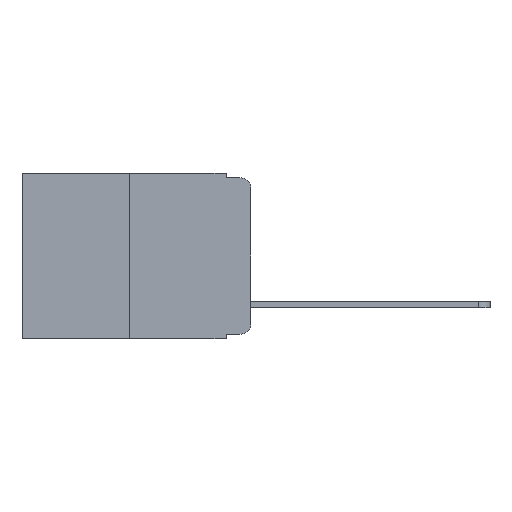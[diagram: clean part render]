
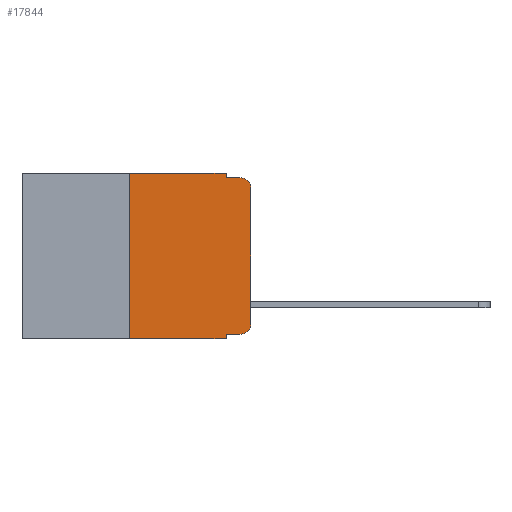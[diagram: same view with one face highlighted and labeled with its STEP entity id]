
A CAD part, left-side view. The second image highlights one B-rep face of the part: STEP entity #17844.
In plain terms, the highlighted planar face has unit normal (-1, 0, 0).
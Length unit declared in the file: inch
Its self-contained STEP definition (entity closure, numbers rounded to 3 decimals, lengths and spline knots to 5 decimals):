
#260 = LINE ( 'NONE', #8909, #11098 ) ;
#538 = CARTESIAN_POINT ( 'NONE',  ( 0., 0.051, 0. ) ) ;
#1408 = DIRECTION ( 'NONE',  ( 0., 0., -1. ) ) ;
#2009 = AXIS2_PLACEMENT_3D ( 'NONE', #15513, #3054, #17482 ) ;
#2089 = FACE_OUTER_BOUND ( 'NONE', #22530, .T. ) ;
#2099 = DIRECTION ( 'NONE',  ( 0., 0., 1. ) ) ;
#2618 = ORIENTED_EDGE ( 'NONE', *, *, #4170, .T. ) ;
#3054 = DIRECTION ( 'NONE',  ( -1., 0., 0. ) ) ;
#3309 = CARTESIAN_POINT ( 'NONE',  ( 0., 0.473, -0.343 ) ) ;
#3449 = LINE ( 'NONE', #11117, #24012 ) ;
#3552 = EDGE_CURVE ( 'NONE', #8089, #8146, #5494, .T. ) ;
#3667 = EDGE_CURVE ( 'NONE', #8146, #12362, #18593, .T. ) ;
#3717 = EDGE_CURVE ( 'NONE', #4686, #12362, #17979, .T. ) ;
#3796 = EDGE_CURVE ( 'NONE', #25049, #4686, #21823, .T. ) ;
#3919 = EDGE_CURVE ( 'NONE', #16391, #15986, #19455, .T. ) ;
#4088 = EDGE_CURVE ( 'NONE', #11221, #11935, #260, .T. ) ;
#4170 = EDGE_CURVE ( 'NONE', #11221, #8693, #3449, .T. ) ;
#4327 = EDGE_CURVE ( 'NONE', #8693, #8089, #21201, .T. ) ;
#4341 = ORIENTED_EDGE ( 'NONE', *, *, #3552, .T. ) ;
#4638 = AXIS2_PLACEMENT_3D ( 'NONE', #5762, #7961, #21806 ) ;
#4686 = VERTEX_POINT ( 'NONE', #25773 ) ;
#4742 = DIRECTION ( 'NONE',  ( 0., -1., 0. ) ) ;
#5193 = EDGE_CURVE ( 'NONE', #16391, #11935, #22046, .T. ) ;
#5393 = DIRECTION ( 'NONE',  ( 0., 0., 1. ) ) ;
#5494 = LINE ( 'NONE', #15720, #20976 ) ;
#5762 = CARTESIAN_POINT ( 'NONE',  ( 0., 0.473, 0. ) ) ;
#5845 = VECTOR ( 'NONE', #18286, 39.37008 ) ;
#6363 = ORIENTED_EDGE ( 'NONE', *, *, #3919, .F. ) ;
#7032 = ORIENTED_EDGE ( 'NONE', *, *, #5193, .T. ) ;
#7219 = VECTOR ( 'NONE', #23533, 39.37008 ) ;
#7440 = EDGE_CURVE ( 'NONE', #15986, #25049, #11170, .T. ) ;
#7961 = DIRECTION ( 'NONE',  ( 1., 0., 0. ) ) ;
#8089 = VERTEX_POINT ( 'NONE', #25129 ) ;
#8146 = VERTEX_POINT ( 'NONE', #19813 ) ;
#8536 = CARTESIAN_POINT ( 'NONE',  ( 0., 0.25, 0. ) ) ;
#8693 = VERTEX_POINT ( 'NONE', #14158 ) ;
#8909 = CARTESIAN_POINT ( 'NONE',  ( 0., 0.051, 0. ) ) ;
#9172 = DIRECTION ( 'NONE',  ( 0., -1., 0. ) ) ;
#9725 = AXIS2_PLACEMENT_3D ( 'NONE', #25399, #14054, #1408 ) ;
#11098 = VECTOR ( 'NONE', #22589, 39.37008 ) ;
#11117 = CARTESIAN_POINT ( 'NONE',  ( 0., 0.051, -0.333 ) ) ;
#11170 = LINE ( 'NONE', #21019, #11831 ) ;
#11221 = VERTEX_POINT ( 'NONE', #24957 ) ;
#11831 = VECTOR ( 'NONE', #9172, 39.37008 ) ;
#11935 = VERTEX_POINT ( 'NONE', #12134 ) ;
#12134 = CARTESIAN_POINT ( 'NONE',  ( 0., 0.051, -0.343 ) ) ;
#12135 = CARTESIAN_POINT ( 'NONE',  ( 0., 0.051, -0.01 ) ) ;
#12362 = VERTEX_POINT ( 'NONE', #13275 ) ;
#12552 = ORIENTED_EDGE ( 'NONE', *, *, #4088, .F. ) ;
#13275 = CARTESIAN_POINT ( 'NONE',  ( 0., 0.02, -0.01 ) ) ;
#14054 = DIRECTION ( 'NONE',  ( -1., 0., 0. ) ) ;
#14158 = CARTESIAN_POINT ( 'NONE',  ( 0., 0.02, -0.333 ) ) ;
#14870 = CARTESIAN_POINT ( 'NONE',  ( 0., 0.25, -0.343 ) ) ;
#15513 = CARTESIAN_POINT ( 'NONE',  ( 0., 0.02, -0.313 ) ) ;
#15720 = CARTESIAN_POINT ( 'NONE',  ( 0., 0., 0. ) ) ;
#15986 = VERTEX_POINT ( 'NONE', #17725 ) ;
#16391 = VERTEX_POINT ( 'NONE', #14870 ) ;
#16566 = ORIENTED_EDGE ( 'NONE', *, *, #7440, .F. ) ;
#16972 = VECTOR ( 'NONE', #21549, 39.37008 ) ;
#17482 = DIRECTION ( 'NONE',  ( 0., 0., -1. ) ) ;
#17725 = CARTESIAN_POINT ( 'NONE',  ( 0., 0.25, 0. ) ) ;
#17844 = ADVANCED_FACE ( 'NONE', ( #2089 ), #17998, .F. ) ;
#17979 = LINE ( 'NONE', #12135, #7219 ) ;
#17998 = PLANE ( 'NONE',  #4638 ) ;
#18286 = DIRECTION ( 'NONE',  ( 0., 0., -1. ) ) ;
#18593 = CIRCLE ( 'NONE', #9725, 0.02 ) ;
#18876 = VECTOR ( 'NONE', #2099, 39.37008 ) ;
#19028 = ORIENTED_EDGE ( 'NONE', *, *, #4327, .T. ) ;
#19455 = LINE ( 'NONE', #8536, #18876 ) ;
#19813 = CARTESIAN_POINT ( 'NONE',  ( 0., 0., -0.03 ) ) ;
#20506 = ORIENTED_EDGE ( 'NONE', *, *, #3667, .T. ) ;
#20976 = VECTOR ( 'NONE', #5393, 39.37008 ) ;
#21019 = CARTESIAN_POINT ( 'NONE',  ( 0., 0.473, 0. ) ) ;
#21201 = CIRCLE ( 'NONE', #2009, 0.02 ) ;
#21549 = DIRECTION ( 'NONE',  ( 0., -1., 0. ) ) ;
#21806 = DIRECTION ( 'NONE',  ( 0., 0., -1. ) ) ;
#21823 = LINE ( 'NONE', #25638, #5845 ) ;
#22046 = LINE ( 'NONE', #3309, #16972 ) ;
#22530 = EDGE_LOOP ( 'NONE', ( #4341, #20506, #25371, #25947, #16566, #6363, #7032, #12552, #2618, #19028 ) ) ;
#22589 = DIRECTION ( 'NONE',  ( 0., 0., -1. ) ) ;
#23533 = DIRECTION ( 'NONE',  ( 0., -1., 0. ) ) ;
#24012 = VECTOR ( 'NONE', #4742, 39.37008 ) ;
#24957 = CARTESIAN_POINT ( 'NONE',  ( 0., 0.051, -0.333 ) ) ;
#25049 = VERTEX_POINT ( 'NONE', #538 ) ;
#25129 = CARTESIAN_POINT ( 'NONE',  ( 0., 0., -0.313 ) ) ;
#25371 = ORIENTED_EDGE ( 'NONE', *, *, #3717, .F. ) ;
#25399 = CARTESIAN_POINT ( 'NONE',  ( 0., 0.02, -0.03 ) ) ;
#25638 = CARTESIAN_POINT ( 'NONE',  ( 0., 0.051, 0. ) ) ;
#25773 = CARTESIAN_POINT ( 'NONE',  ( 0., 0.051, -0.01 ) ) ;
#25947 = ORIENTED_EDGE ( 'NONE', *, *, #3796, .F. ) ;
